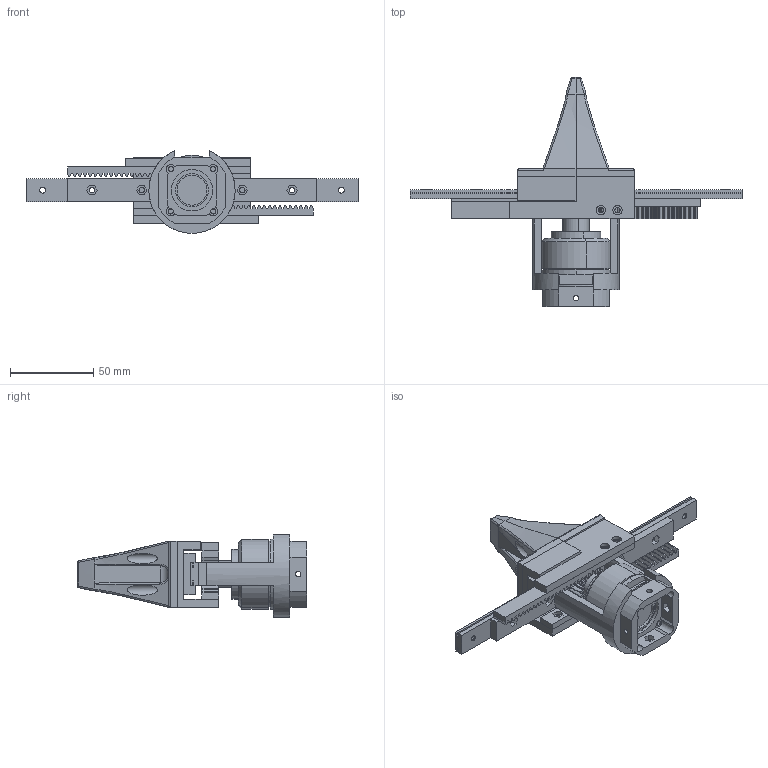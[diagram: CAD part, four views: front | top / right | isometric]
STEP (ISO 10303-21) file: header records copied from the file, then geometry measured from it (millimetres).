
FILE_DESCRIPTION (( 'STEP AP203' ), '1' );
FILE_NAME ('MyGripper.STEP', '2025-04-18T13:07:56', ( '' ), ( '' ), 'SwSTEP 2.0', 'SolidWorks 2022', '' );
FILE_SCHEMA (( 'CONFIG_CONTROL_DESIGN' ));
Length unit declared in the file: millimetre
Products named in the file (16): 3510隅赽; 3510蛌赽; 忒硌; MGW9C賑輸; 賑輸忒硌蟀諉璃2; spur gear_gb_GB - Spur gear 1M 20T 20PA 10FW ---S20B16H18L10.0N; MGW9絳寢; 標蛈俋褲; MyGripper; 賑輸忒硌蟀諉璃; 蛌赽喘謫蟀諉璃; 喘沭2; 噩砃忒硌; 3510; 喘沭; MGW9賑寢耀郪
Assembly tree (16 placements, depth 3):
  MyGripper
    3510
      3510隅赽
      3510蛌赽
    MGW9賑寢耀郪
      MGW9C賑輸  x2
      MGW9絳寢
    蛌赽喘謫蟀諉璃
    賑輸忒硌蟀諉璃
    賑輸忒硌蟀諉璃2
    忒硌
    噩砃忒硌
    標蛈俋褲
    喘沭
    喘沭2
    spur gear_gb_GB - Spur gear 1M 20T 20PA 10FW ---S20B16H18L10.0N
Bounding box: 200 x 138 x 49.86 mm (x, y, z)
Volume: 167873.3 mm3; surface area: 90724.7 mm2
Topology: 14 solids, 14 shells, 876 faces, 2310 edges, 1512 vertices
Faces by surface type: plane 473, cylinder 329, bspline 62, sphere 10, cone 2
Entity records: 31421 total; most frequent: CARTESIAN_POINT 8396, ORIENTED_EDGE 4460, DIRECTION 4353, EDGE_CURVE 2230, AXIS2_PLACEMENT_3D 1465, VERTEX_POINT 1464, LINE 1423, VECTOR 1423
